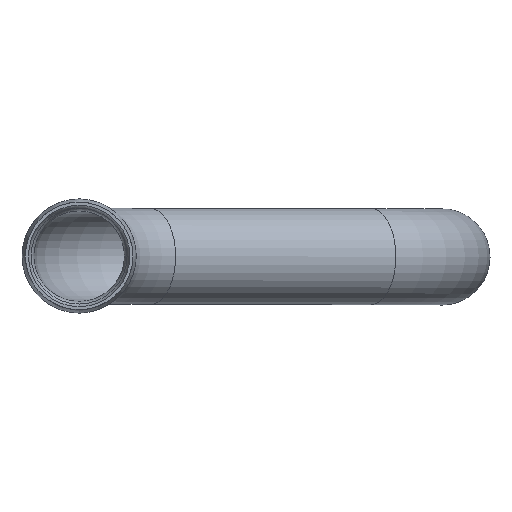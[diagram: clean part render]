
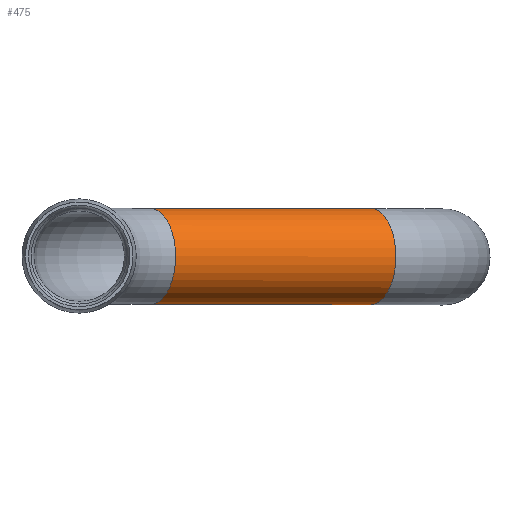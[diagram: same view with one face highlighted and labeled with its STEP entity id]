
A CAD part, top view. The second image highlights one B-rep face of the part: STEP entity #475.
In plain terms, the highlighted cylindrical face has radius 265 mm (diameter 530 mm), a full revolution.
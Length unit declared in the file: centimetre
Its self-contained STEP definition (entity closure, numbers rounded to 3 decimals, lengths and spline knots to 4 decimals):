
#45=LINE('',#988,#58);
#58=VECTOR('',#736,26.5);
#68=CYLINDRICAL_SURFACE('',#558,26.5);
#96=FACE_OUTER_BOUND('',#127,.T.);
#127=EDGE_LOOP('',(#434,#435,#436,#437,#438));
#183=CIRCLE('',#556,26.5);
#184=CIRCLE('',#557,26.5);
#185=CIRCLE('',#559,26.5);
#228=VERTEX_POINT('',#981);
#229=VERTEX_POINT('',#983);
#230=VERTEX_POINT('',#987);
#297=EDGE_CURVE('',#228,#229,#183,.T.);
#298=EDGE_CURVE('',#229,#228,#184,.T.);
#299=EDGE_CURVE('',#229,#230,#45,.T.);
#300=EDGE_CURVE('',#230,#230,#185,.T.);
#434=ORIENTED_EDGE('',*,*,#298,.F.);
#435=ORIENTED_EDGE('',*,*,#299,.T.);
#436=ORIENTED_EDGE('',*,*,#300,.T.);
#437=ORIENTED_EDGE('',*,*,#299,.F.);
#438=ORIENTED_EDGE('',*,*,#297,.F.);
#475=ADVANCED_FACE('',(#96),#68,.T.);
#556=AXIS2_PLACEMENT_3D('',#984,#730,#731);
#557=AXIS2_PLACEMENT_3D('',#985,#732,#733);
#558=AXIS2_PLACEMENT_3D('',#986,#734,#735);
#559=AXIS2_PLACEMENT_3D('',#989,#737,#738);
#730=DIRECTION('center_axis',(-0.852,0.,0.524));
#731=DIRECTION('ref_axis',(0.524,0.,0.852));
#732=DIRECTION('center_axis',(-0.852,0.,0.524));
#733=DIRECTION('ref_axis',(0.524,0.,0.852));
#734=DIRECTION('center_axis',(-0.852,0.,0.524));
#735=DIRECTION('ref_axis',(0.524,0.,0.852));
#736=DIRECTION('',(0.852,0.,-0.524));
#737=DIRECTION('center_axis',(-0.852,0.,0.524));
#738=DIRECTION('ref_axis',(0.524,0.,0.852));
#981=CARTESIAN_POINT('',(-146.8361,0.,237.4147));
#983=CARTESIAN_POINT('',(-174.6007,0.,192.269));
#984=CARTESIAN_POINT('Origin',(-160.7184,0.,214.8418));
#985=CARTESIAN_POINT('Origin',(-160.7184,0.,214.8418));
#986=CARTESIAN_POINT('Origin',(-39.2816,0.,140.1582));
#987=CARTESIAN_POINT('',(-53.1639,0.,117.5853));
#988=CARTESIAN_POINT('',(-53.1639,0.,117.5853));
#989=CARTESIAN_POINT('Origin',(-39.2816,0.,140.1582));
